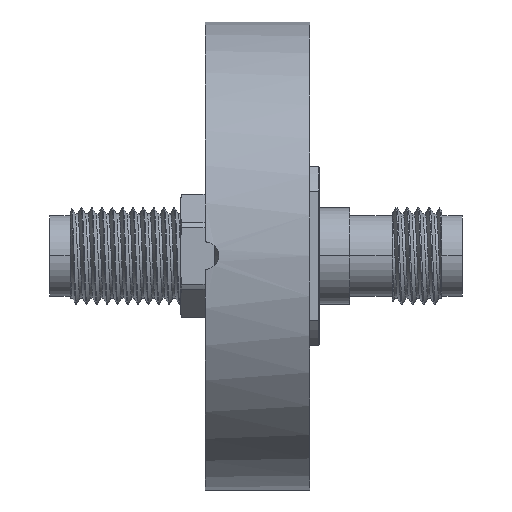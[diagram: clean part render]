
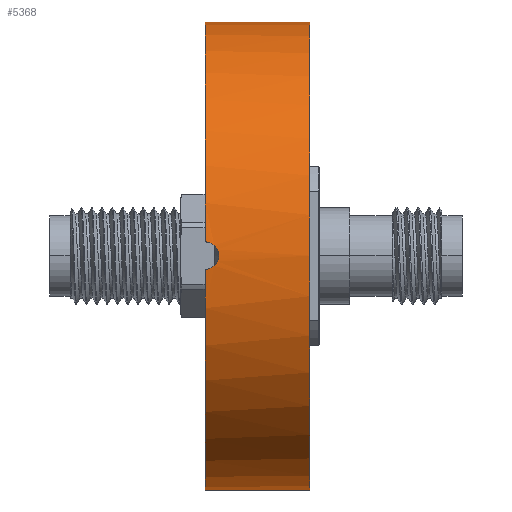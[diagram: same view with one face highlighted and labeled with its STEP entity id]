
A CAD part, top view. The second image highlights one B-rep face of the part: STEP entity #5368.
In plain terms, the highlighted cylindrical face has radius 17 mm (diameter 34 mm), a partial arc.
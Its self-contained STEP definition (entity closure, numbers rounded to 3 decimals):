
#120 = ORIENTED_EDGE ( 'NONE', *, *, #2532, .T. ) ;
#384 = CARTESIAN_POINT ( 'NONE',  ( 0., -7.6, 17. ) ) ;
#458 = CARTESIAN_POINT ( 'NONE',  ( 16.971, 0., 1. ) ) ;
#563 = CARTESIAN_POINT ( 'NONE',  ( 16.971, 0., 1. ) ) ;
#668 = EDGE_CURVE ( 'NONE', #8643, #9843, #11659, .T. ) ;
#1112 = VERTEX_POINT ( 'NONE', #5159 ) ;
#1218 = DIRECTION ( 'NONE',  ( 0., 1., 0. ) ) ;
#1359 = CARTESIAN_POINT ( 'NONE',  ( 16.981, -0.615, 0.799 ) ) ;
#1407 = CARTESIAN_POINT ( 'NONE',  ( 16.978, -0.504, 0.874 ) ) ;
#1496 = VECTOR ( 'NONE', #7568, 1000. ) ;
#1547 = CARTESIAN_POINT ( 'NONE',  ( 17., -1., -0.13 ) ) ;
#1981 = EDGE_CURVE ( 'NONE', #12205, #6094, #5923, .T. ) ;
#2205 = ORIENTED_EDGE ( 'NONE', *, *, #668, .F. ) ;
#2333 = CARTESIAN_POINT ( 'NONE',  ( 0., 0., 0. ) ) ;
#2508 = DIRECTION ( 'NONE',  ( 0., 0., 1. ) ) ;
#2532 = EDGE_CURVE ( 'NONE', #11154, #1112, #6238, .T. ) ;
#2563 = CARTESIAN_POINT ( 'NONE',  ( 16.993, -0.874, 0.503 ) ) ;
#2605 = CARTESIAN_POINT ( 'NONE',  ( 16.989, -0.799, 0.615 ) ) ;
#2810 = ORIENTED_EDGE ( 'NONE', *, *, #11841, .F. ) ;
#2830 = CARTESIAN_POINT ( 'NONE',  ( 0., 0., -17. ) ) ;
#2932 = CARTESIAN_POINT ( 'NONE',  ( 16.971, 0., -1. ) ) ;
#3285 = DIRECTION ( 'NONE',  ( 0., 1., 0. ) ) ;
#3747 = CARTESIAN_POINT ( 'NONE',  ( 17., -1., 0.131 ) ) ;
#3866 = ORIENTED_EDGE ( 'NONE', *, *, #1981, .F. ) ;
#4040 = ORIENTED_EDGE ( 'NONE', *, *, #13451, .T. ) ;
#4345 = CARTESIAN_POINT ( 'NONE',  ( 0., -7.6, -17. ) ) ;
#4666 = CARTESIAN_POINT ( 'NONE',  ( 0., -7.6, 0. ) ) ;
#4777 = CARTESIAN_POINT ( 'NONE',  ( 16.989, -0.801, -0.613 ) ) ;
#5159 = CARTESIAN_POINT ( 'NONE',  ( 0., -7.6, -17. ) ) ;
#5267 = DIRECTION ( 'NONE',  ( 0., 0., 1. ) ) ;
#5368 = ADVANCED_FACE ( 'NONE', ( #13785 ), #5373, .T. ) ;
#5373 = CYLINDRICAL_SURFACE ( 'NONE', #13428, 17. ) ;
#5898 = CARTESIAN_POINT ( 'NONE',  ( 16.998, -0.974, 0.263 ) ) ;
#5923 = CIRCLE ( 'NONE', #10859, 17. ) ;
#6083 = EDGE_CURVE ( 'NONE', #11154, #8643, #9775, .T. ) ;
#6094 = VERTEX_POINT ( 'NONE', #2830 ) ;
#6120 = CARTESIAN_POINT ( 'NONE',  ( 0., -7.6, 17. ) ) ;
#6163 = DIRECTION ( 'NONE',  ( 0., 1., 0. ) ) ;
#6199 = AXIS2_PLACEMENT_3D ( 'NONE', #7354, #8404, #5267 ) ;
#6238 = CIRCLE ( 'NONE', #8561, 17. ) ;
#6889 = CARTESIAN_POINT ( 'NONE',  ( 16.998, -0.974, -0.261 ) ) ;
#7354 = CARTESIAN_POINT ( 'NONE',  ( 0., 0., 0. ) ) ;
#7568 = DIRECTION ( 'NONE',  ( 0., 1., 0. ) ) ;
#8122 = CARTESIAN_POINT ( 'NONE',  ( 16.972, -0.262, 0.974 ) ) ;
#8404 = DIRECTION ( 'NONE',  ( 0., 1., 0. ) ) ;
#8561 = AXIS2_PLACEMENT_3D ( 'NONE', #4666, #1218, #2508 ) ;
#8643 = VERTEX_POINT ( 'NONE', #12273 ) ;
#9126 = CARTESIAN_POINT ( 'NONE',  ( 16.971, -0.132, 1. ) ) ;
#9369 = ORIENTED_EDGE ( 'NONE', *, *, #6083, .F. ) ;
#9630 = DIRECTION ( 'NONE',  ( 0., 0., 1. ) ) ;
#9678 = CARTESIAN_POINT ( 'NONE',  ( 0., -7.6, 0. ) ) ;
#9775 = LINE ( 'NONE', #6120, #10468 ) ;
#9843 = VERTEX_POINT ( 'NONE', #563 ) ;
#10144 = CARTESIAN_POINT ( 'NONE',  ( 16.993, -0.874, -0.503 ) ) ;
#10288 = CARTESIAN_POINT ( 'NONE',  ( 16.971, 0., -1. ) ) ;
#10468 = VECTOR ( 'NONE', #6163, 1000. ) ;
#10842 = DIRECTION ( 'NONE',  ( 0., 1., 0. ) ) ;
#10859 = AXIS2_PLACEMENT_3D ( 'NONE', #2333, #3285, #13178 ) ;
#11127 = EDGE_LOOP ( 'NONE', ( #120, #4040, #3866, #2810, #2205, #9369 ) ) ;
#11154 = VERTEX_POINT ( 'NONE', #384 ) ;
#11659 = CIRCLE ( 'NONE', #6199, 17. ) ;
#11841 = EDGE_CURVE ( 'NONE', #9843, #12205, #11910, .T. ) ;
#11910 = B_SPLINE_CURVE_WITH_KNOTS ( 'NONE', 3,
 ( #458, #9126, #8122, #1407, #1359, #2605, #2563, #5898, #3747, #1547, #6889, #10144, #4777, #13420, #12409, #10288 ),
 .UNSPECIFIED., .F., .F.,
 ( 4, 2, 2, 2, 2, 2, 2, 4 ),
 ( 0., 0., 0.001, 0.001, 0.002, 0.002, 0.002, 0.003 ),
 .UNSPECIFIED. ) ;
#12205 = VERTEX_POINT ( 'NONE', #2932 ) ;
#12273 = CARTESIAN_POINT ( 'NONE',  ( 0., 0., 17. ) ) ;
#12409 = CARTESIAN_POINT ( 'NONE',  ( 16.971, -0.264, -1. ) ) ;
#13178 = DIRECTION ( 'NONE',  ( 0., 0., 1. ) ) ;
#13420 = CARTESIAN_POINT ( 'NONE',  ( 16.978, -0.521, -0.893 ) ) ;
#13428 = AXIS2_PLACEMENT_3D ( 'NONE', #9678, #10842, #9630 ) ;
#13451 = EDGE_CURVE ( 'NONE', #1112, #6094, #13703, .T. ) ;
#13703 = LINE ( 'NONE', #4345, #1496 ) ;
#13785 = FACE_OUTER_BOUND ( 'NONE', #11127, .T. ) ;
